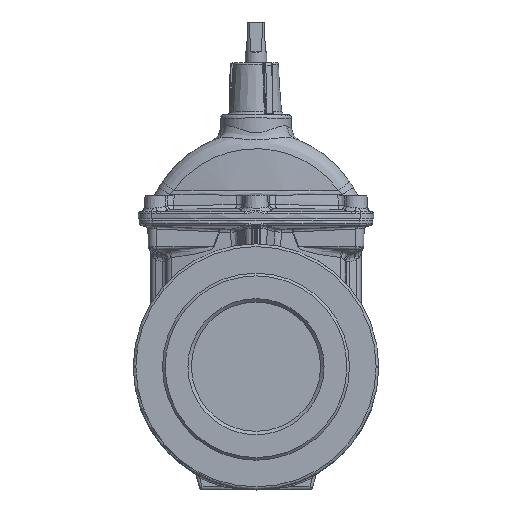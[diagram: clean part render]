
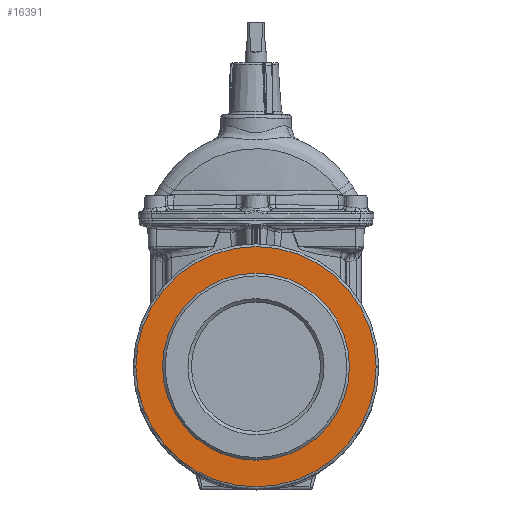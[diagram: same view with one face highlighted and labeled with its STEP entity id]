
A CAD part, top view. The second image highlights one B-rep face of the part: STEP entity #16391.
In plain terms, the highlighted planar face has unit normal (0, 0, 1).
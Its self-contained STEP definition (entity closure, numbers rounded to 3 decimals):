
#959 = CARTESIAN_POINT ( 'NONE',  ( 0., 0., 172. ) ) ;
#961 = DIRECTION ( 'NONE',  ( 0., 0., 1. ) ) ;
#963 = DIRECTION ( 'NONE',  ( 1., 0., 0. ) ) ;
#3048 = EDGE_LOOP ( 'NONE', ( #25835 ) ) ;
#3512 = CARTESIAN_POINT ( 'NONE',  ( 0., 0., 172. ) ) ;
#3513 = DIRECTION ( 'NONE',  ( 0., 0., 1. ) ) ;
#3514 = DIRECTION ( 'NONE',  ( 1., 0., 0. ) ) ;
#5520 = EDGE_CURVE ( 'NONE', #24634, #24634, #22945, .T. ) ;
#9746 = EDGE_LOOP ( 'NONE', ( #25834 ) ) ;
#11185 = CARTESIAN_POINT ( 'NONE',  ( 0., 108.5, 172. ) ) ;
#11188 = PLANE ( 'NONE',  #32336 ) ;
#11190 = DIRECTION ( 'NONE',  ( 0., 0., 1. ) ) ;
#11191 = DIRECTION ( 'NONE',  ( 1., 0., 0. ) ) ;
#16391 = ADVANCED_FACE ( 'NONE', ( #16650, #16648 ), #11188, .T. ) ;
#16648 = FACE_BOUND ( 'NONE', #3048, .T. ) ;
#16650 = FACE_OUTER_BOUND ( 'NONE', #9746, .T. ) ;
#20681 = EDGE_CURVE ( 'NONE', #24650, #24650, #31437, .T. ) ;
#22945 = CIRCLE ( 'NONE', #32077, 139.5 ) ;
#23981 = AXIS2_PLACEMENT_3D ( 'NONE', #959, #961, #963 ) ;
#24634 = VERTEX_POINT ( 'NONE', #30077 ) ;
#24650 = VERTEX_POINT ( 'NONE', #30115 ) ;
#25834 = ORIENTED_EDGE ( 'NONE', *, *, #5520, .T. ) ;
#25835 = ORIENTED_EDGE ( 'NONE', *, *, #20681, .F. ) ;
#30077 = CARTESIAN_POINT ( 'NONE',  ( 139.5, 0., 172. ) ) ;
#30115 = CARTESIAN_POINT ( 'NONE',  ( 108.5, 0., 172. ) ) ;
#31437 = CIRCLE ( 'NONE', #23981, 108.5 ) ;
#32077 = AXIS2_PLACEMENT_3D ( 'NONE', #3512, #3513, #3514 ) ;
#32336 = AXIS2_PLACEMENT_3D ( 'NONE', #11185, #11190, #11191 ) ;
